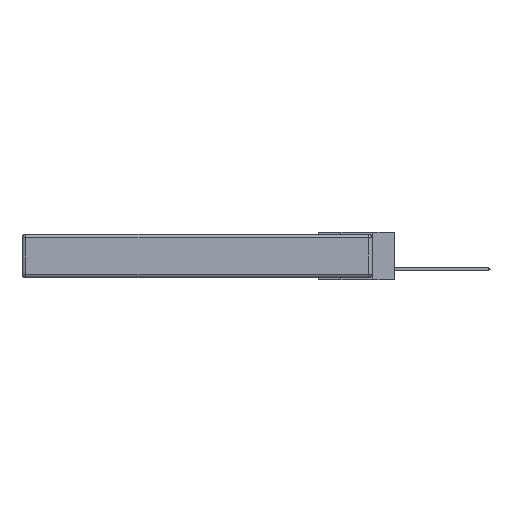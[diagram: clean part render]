
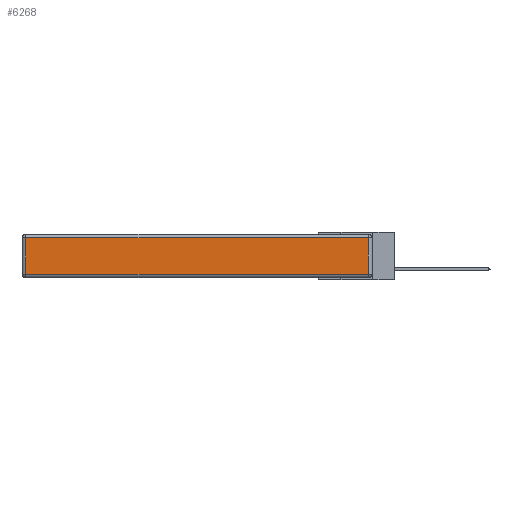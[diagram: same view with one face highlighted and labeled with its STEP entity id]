
A CAD part, left-side view. The second image highlights one B-rep face of the part: STEP entity #6268.
In plain terms, the highlighted planar face has unit normal (-1, 0, 0).
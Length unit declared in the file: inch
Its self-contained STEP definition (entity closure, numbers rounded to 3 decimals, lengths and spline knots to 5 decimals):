
#708 = ORIENTED_EDGE ( 'NONE', *, *, #5026, .T. ) ;
#1483 = DIRECTION ( 'NONE',  ( 0., 0., 1. ) ) ;
#1874 = AXIS2_PLACEMENT_3D ( 'NONE', #5150, #17882, #13997 ) ;
#3024 = FACE_OUTER_BOUND ( 'NONE', #8081, .T. ) ;
#3060 = ORIENTED_EDGE ( 'NONE', *, *, #10468, .T. ) ;
#3286 = CARTESIAN_POINT ( 'NONE',  ( 0., 0.03, -0.343 ) ) ;
#5026 = EDGE_CURVE ( 'NONE', #15188, #19991, #16145, .T. ) ;
#5150 = CARTESIAN_POINT ( 'NONE',  ( 0., 0., -0.343 ) ) ;
#6268 = ADVANCED_FACE ( 'NONE', ( #3024 ), #8579, .T. ) ;
#8081 = EDGE_LOOP ( 'NONE', ( #708, #3060, #18643, #8407 ) ) ;
#8407 = ORIENTED_EDGE ( 'NONE', *, *, #22807, .T. ) ;
#8579 = PLANE ( 'NONE',  #1874 ) ;
#8852 = DIRECTION ( 'NONE',  ( 0., 0., -1. ) ) ;
#8946 = VECTOR ( 'NONE', #1483, 39.37008 ) ;
#8980 = CARTESIAN_POINT ( 'NONE',  ( 0., 2.72, -0.03 ) ) ;
#9235 = LINE ( 'NONE', #3286, #8946 ) ;
#9645 = VERTEX_POINT ( 'NONE', #9814 ) ;
#9717 = CARTESIAN_POINT ( 'NONE',  ( 0., 2.75, -0.03 ) ) ;
#9791 = DIRECTION ( 'NONE',  ( 0., 1., 0. ) ) ;
#9814 = CARTESIAN_POINT ( 'NONE',  ( 0., 0.03, -0.03 ) ) ;
#10468 = EDGE_CURVE ( 'NONE', #19991, #9645, #9235, .T. ) ;
#10892 = CARTESIAN_POINT ( 'NONE',  ( 0., 0.03, -0.313 ) ) ;
#11648 = LINE ( 'NONE', #9717, #20752 ) ;
#13997 = DIRECTION ( 'NONE',  ( 0., 0., 1. ) ) ;
#15188 = VERTEX_POINT ( 'NONE', #19224 ) ;
#16014 = CARTESIAN_POINT ( 'NONE',  ( 0., 2.72, -0.343 ) ) ;
#16145 = LINE ( 'NONE', #20372, #20692 ) ;
#16515 = EDGE_CURVE ( 'NONE', #9645, #18233, #11648, .T. ) ;
#17160 = LINE ( 'NONE', #16014, #18584 ) ;
#17882 = DIRECTION ( 'NONE',  ( -1., 0., 0. ) ) ;
#18233 = VERTEX_POINT ( 'NONE', #8980 ) ;
#18584 = VECTOR ( 'NONE', #8852, 39.37008 ) ;
#18643 = ORIENTED_EDGE ( 'NONE', *, *, #16515, .T. ) ;
#19224 = CARTESIAN_POINT ( 'NONE',  ( 0., 2.72, -0.313 ) ) ;
#19991 = VERTEX_POINT ( 'NONE', #10892 ) ;
#20302 = DIRECTION ( 'NONE',  ( 0., -1., 0. ) ) ;
#20372 = CARTESIAN_POINT ( 'NONE',  ( 0., 0., -0.313 ) ) ;
#20692 = VECTOR ( 'NONE', #20302, 39.37008 ) ;
#20752 = VECTOR ( 'NONE', #9791, 39.37008 ) ;
#22807 = EDGE_CURVE ( 'NONE', #18233, #15188, #17160, .T. ) ;
